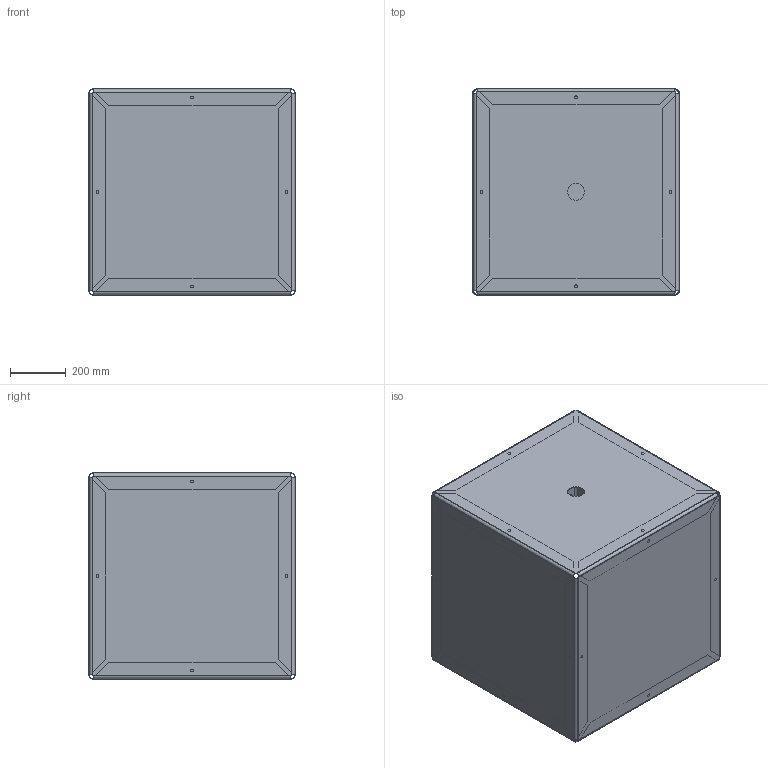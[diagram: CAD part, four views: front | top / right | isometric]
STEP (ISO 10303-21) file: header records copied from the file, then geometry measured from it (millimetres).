
FILE_DESCRIPTION (( 'STEP AP214' ), '1' );
FILE_NAME ('outer_layer.STEP', '2024-05-17T17:47:28', ( '' ), ( '' ), 'SwSTEP 2.0', 'SolidWorks 2023', '' );
FILE_SCHEMA (( 'AUTOMOTIVE_DESIGN' ));
Length unit declared in the file: millimetre
Products named in the file (4): outer_flat_front; outer_flat; outer_layer; outer_bracket
Assembly tree (26 placements, depth 2):
  outer_layer
    outer_flat_front
    outer_bracket  x18
    outer_flat  x7
Bounding box: 744 x 744 x 744 mm (x, y, z)
Volume: 10838910.8 mm3; surface area: 10939555.1 mm2
Topology: 26 solids, 26 shells, 542 faces, 1230 edges, 772 vertices
Faces by surface type: plane 368, cylinder 174
Entity records: 1955 total; most frequent: DIRECTION 356, CARTESIAN_POINT 303, ORIENTED_EDGE 260, AXIS2_PLACEMENT_3D 137, EDGE_CURVE 130, VERTEX_POINT 84, VECTOR 82, LINE 82
